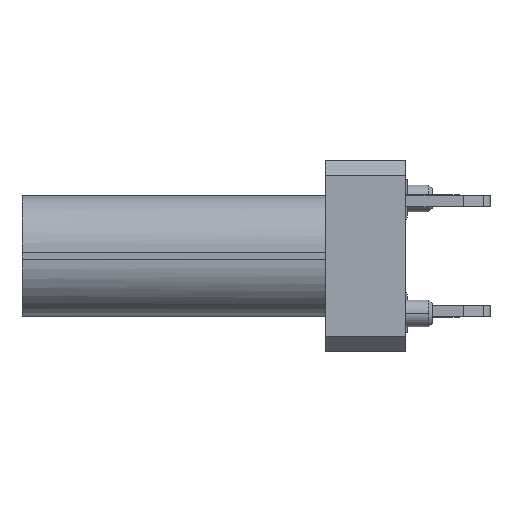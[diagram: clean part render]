
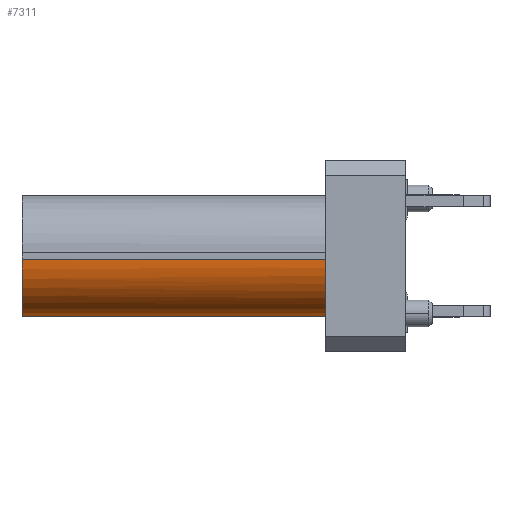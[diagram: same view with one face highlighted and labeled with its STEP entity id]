
A CAD part, left-side view. The second image highlights one B-rep face of the part: STEP entity #7311.
In plain terms, the highlighted cylindrical face has radius 1.5 mm (diameter 3 mm), a partial arc.
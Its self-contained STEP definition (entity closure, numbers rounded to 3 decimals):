
#818 = FACE_OUTER_BOUND ( 'NONE', #8952, .T. ) ;
#918 = CARTESIAN_POINT ( 'NONE',  ( 2.493, 15.455, -0.691 ) ) ;
#967 = CIRCLE ( 'NONE', #1235, 1.5 ) ;
#1083 = EDGE_CURVE ( 'NONE', #6299, #12174, #15967, .T. ) ;
#1235 = AXIS2_PLACEMENT_3D ( 'NONE', #11815, #3902, #2855 ) ;
#1410 = EDGE_CURVE ( 'NONE', #1590, #3913, #10963, .T. ) ;
#1590 = VERTEX_POINT ( 'NONE', #5937 ) ;
#1950 = LINE ( 'NONE', #7256, #6452 ) ;
#2157 = DIRECTION ( 'NONE',  ( 0., -1., 0. ) ) ;
#2789 = CARTESIAN_POINT ( 'NONE',  ( 1.554, 7.555, -1.861 ) ) ;
#2846 = AXIS2_PLACEMENT_3D ( 'NONE', #11253, #16733, #4821 ) ;
#2855 = DIRECTION ( 'NONE',  ( 0., 0., -1. ) ) ;
#3702 = ORIENTED_EDGE ( 'NONE', *, *, #1083, .T. ) ;
#3902 = DIRECTION ( 'NONE',  ( 0., -1., 0. ) ) ;
#3913 = VERTEX_POINT ( 'NONE', #2789 ) ;
#4269 = VERTEX_POINT ( 'NONE', #7997 ) ;
#4328 = ORIENTED_EDGE ( 'NONE', *, *, #13457, .F. ) ;
#4523 = EDGE_CURVE ( 'NONE', #6299, #1590, #11297, .T. ) ;
#4821 = DIRECTION ( 'NONE',  ( 0., 0., -1. ) ) ;
#4867 = AXIS2_PLACEMENT_3D ( 'NONE', #12297, #10908, #5430 ) ;
#5430 = DIRECTION ( 'NONE',  ( 1., 0., 0. ) ) ;
#5937 = CARTESIAN_POINT ( 'NONE',  ( 0.993, 7.555, -0.691 ) ) ;
#6287 = CARTESIAN_POINT ( 'NONE',  ( 0.993, 15.455, -0.691 ) ) ;
#6299 = VERTEX_POINT ( 'NONE', #6287 ) ;
#6452 = VECTOR ( 'NONE', #12560, 1000. ) ;
#7256 = CARTESIAN_POINT ( 'NONE',  ( 2.493, 22.555, -2.191 ) ) ;
#7311 = ADVANCED_FACE ( 'NONE', ( #818 ), #11421, .T. ) ;
#7997 = CARTESIAN_POINT ( 'NONE',  ( 2.493, 7.555, -2.191 ) ) ;
#8952 = EDGE_LOOP ( 'NONE', ( #10810, #3702, #14487, #4328, #12994 ) ) ;
#9903 = EDGE_CURVE ( 'NONE', #4269, #12174, #1950, .T. ) ;
#10058 = DIRECTION ( 'NONE',  ( 0., 0., -1. ) ) ;
#10285 = VECTOR ( 'NONE', #2157, 1000. ) ;
#10810 = ORIENTED_EDGE ( 'NONE', *, *, #4523, .F. ) ;
#10908 = DIRECTION ( 'NONE',  ( 0., -1., 0. ) ) ;
#10963 = CIRCLE ( 'NONE', #4867, 1.5 ) ;
#11253 = CARTESIAN_POINT ( 'NONE',  ( 2.493, 22.555, -0.691 ) ) ;
#11268 = DIRECTION ( 'NONE',  ( 0., -1., 0. ) ) ;
#11297 = LINE ( 'NONE', #11376, #10285 ) ;
#11376 = CARTESIAN_POINT ( 'NONE',  ( 0.993, 22.555, -0.691 ) ) ;
#11421 = CYLINDRICAL_SURFACE ( 'NONE', #2846, 1.5 ) ;
#11513 = AXIS2_PLACEMENT_3D ( 'NONE', #918, #11268, #10058 ) ;
#11815 = CARTESIAN_POINT ( 'NONE',  ( 2.493, 7.555, -0.691 ) ) ;
#12174 = VERTEX_POINT ( 'NONE', #15004 ) ;
#12297 = CARTESIAN_POINT ( 'NONE',  ( 2.493, 7.555, -0.691 ) ) ;
#12560 = DIRECTION ( 'NONE',  ( 0., 1., 0. ) ) ;
#12994 = ORIENTED_EDGE ( 'NONE', *, *, #1410, .F. ) ;
#13457 = EDGE_CURVE ( 'NONE', #3913, #4269, #967, .T. ) ;
#14487 = ORIENTED_EDGE ( 'NONE', *, *, #9903, .F. ) ;
#15004 = CARTESIAN_POINT ( 'NONE',  ( 2.493, 15.455, -2.191 ) ) ;
#15967 = CIRCLE ( 'NONE', #11513, 1.5 ) ;
#16733 = DIRECTION ( 'NONE',  ( 0., -1., 0. ) ) ;
